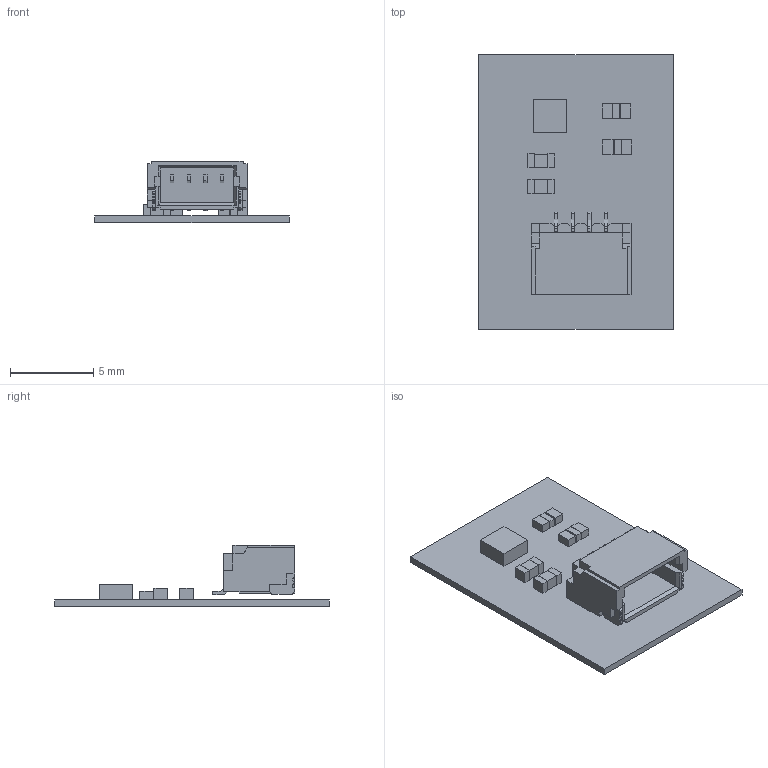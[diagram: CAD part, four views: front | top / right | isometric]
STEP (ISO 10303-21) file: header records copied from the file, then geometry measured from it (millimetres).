
FILE_DESCRIPTION(/* description */ (''),/* implementation_level */ '2;1');
FILE_NAME(/* name */ 'TheConductor-ChildBoardV2 v2.step',/* time_stamp */ '2023-11-13T20:51:55-08:00',/* author */ (''),/* organization */ (''),/* preprocessor_version */ 'ST-DEVELOPER v20',/* originating_system */ 'Autodesk Translation Framework v12.14.0.127',/* authorisation */ '');
FILE_SCHEMA (('AUTOMOTIVE_DESIGN { 1 0 10303 214 3 1 1 }'));
Length unit declared in the file: millimetre
Products named in the file (14): TheConductor-ChildBoardV2; Board; Open CASCADE STEP translator 7.5 2.1.1; R2; C1; 5964231232; C2; 5964231152; U1; MC3416_RGB4408131; R1; 5964231712; CN1; SM04B-SRSS-TB(LF)(SN)--3DModel-STEP-56544_RGB16777215
Assembly tree (14 placements, depth 3):
  TheConductor-ChildBoardV2
    Board
      Open CASCADE STEP translator 7.5 2.1.1
    R2
      5964231712
    C1
      5964231232
    C2
      5964231152
    U1
      MC3416_RGB4408131
    R1
      5964231712
    CN1
      SM04B-SRSS-TB(LF)(SN)--3DModel-STEP-56544_RGB16777215
Bounding box: 11.68 x 16.51 x 3.69 mm (x, y, z)
Volume: 126.8 mm3; surface area: 648.1 mm2
Topology: 23 solids, 23 shells, 398 faces, 1015 edges, 668 vertices
Faces by surface type: plane 358, cylinder 40
Entity records: 11853 total; most frequent: CARTESIAN_POINT 2031, ORIENTED_EDGE 1958, DIRECTION 1875, EDGE_CURVE 979, LINE 899, VECTOR 899, VERTEX_POINT 644, AXIS2_PLACEMENT_3D 488
